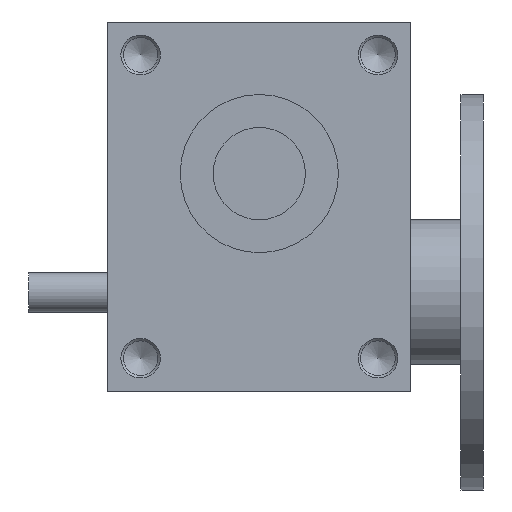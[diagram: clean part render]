
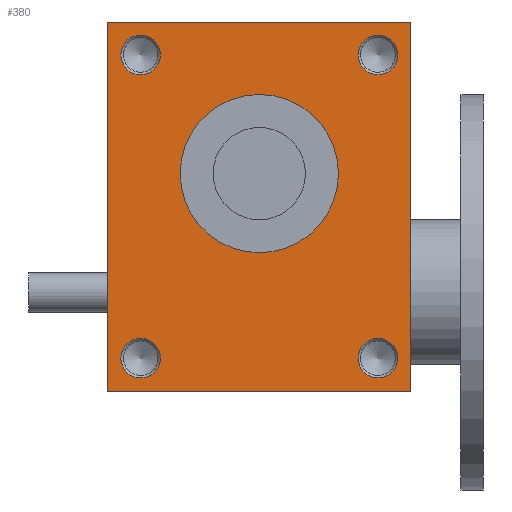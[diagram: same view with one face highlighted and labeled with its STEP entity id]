
A CAD part, front view. The second image highlights one B-rep face of the part: STEP entity #380.
In plain terms, the highlighted planar face has unit normal (0, -1, 0).
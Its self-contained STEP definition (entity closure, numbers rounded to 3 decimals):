
#380 = ADVANCED_FACE( '', ( #901, #902, #903, #904, #905, #906 ), #907, .F. );
#901 = FACE_BOUND( '', #1632, .T. );
#902 = FACE_BOUND( '', #1633, .T. );
#903 = FACE_BOUND( '', #1634, .T. );
#904 = FACE_BOUND( '', #1635, .T. );
#905 = FACE_BOUND( '', #1636, .T. );
#906 = FACE_OUTER_BOUND( '', #1637, .T. );
#907 = PLANE( '', #1638 );
#1632 = EDGE_LOOP( '', ( #2597 ) );
#1633 = EDGE_LOOP( '', ( #2598 ) );
#1634 = EDGE_LOOP( '', ( #2599 ) );
#1635 = EDGE_LOOP( '', ( #2600 ) );
#1636 = EDGE_LOOP( '', ( #2601 ) );
#1637 = EDGE_LOOP( '', ( #2602, #2603, #2604, #2605 ) );
#1638 = AXIS2_PLACEMENT_3D( '', #2606, #2607, #2608 );
#2597 = ORIENTED_EDGE( '', *, *, #4105, .F. );
#2598 = ORIENTED_EDGE( '', *, *, #4106, .F. );
#2599 = ORIENTED_EDGE( '', *, *, #4107, .F. );
#2600 = ORIENTED_EDGE( '', *, *, #4108, .F. );
#2601 = ORIENTED_EDGE( '', *, *, #3860, .T. );
#2602 = ORIENTED_EDGE( '', *, *, #4109, .T. );
#2603 = ORIENTED_EDGE( '', *, *, #4110, .F. );
#2604 = ORIENTED_EDGE( '', *, *, #4111, .F. );
#2605 = ORIENTED_EDGE( '', *, *, #3872, .T. );
#2606 = CARTESIAN_POINT( '', ( -115., -88., 140. ) );
#2607 = DIRECTION( '', ( 0., 1., 0. ) );
#2608 = DIRECTION( '', ( 0., 0., 1. ) );
#3860 = EDGE_CURVE( '', #4491, #4491, #4492, .T. );
#3872 = EDGE_CURVE( '', #4514, #4512, #4515, .T. );
#4105 = EDGE_CURVE( '', #4916, #4916, #4917, .T. );
#4106 = EDGE_CURVE( '', #4918, #4918, #4919, .T. );
#4107 = EDGE_CURVE( '', #4920, #4920, #4921, .T. );
#4108 = EDGE_CURVE( '', #4922, #4922, #4923, .T. );
#4109 = EDGE_CURVE( '', #4512, #4924, #4925, .T. );
#4110 = EDGE_CURVE( '', #4926, #4924, #4927, .T. );
#4111 = EDGE_CURVE( '', #4514, #4926, #4928, .T. );
#4491 = VERTEX_POINT( '', #5409 );
#4492 = CIRCLE( '', #5410, 60. );
#4512 = VERTEX_POINT( '', #5430 );
#4514 = VERTEX_POINT( '', #5433 );
#4515 = LINE( '', #5434, #5435 );
#4916 = VERTEX_POINT( '', #5993 );
#4917 = CIRCLE( '', #5994, 15. );
#4918 = VERTEX_POINT( '', #5995 );
#4919 = CIRCLE( '', #5996, 15. );
#4920 = VERTEX_POINT( '', #5997 );
#4921 = CIRCLE( '', #5998, 15. );
#4922 = VERTEX_POINT( '', #5999 );
#4923 = CIRCLE( '', #6000, 15. );
#4924 = VERTEX_POINT( '', #6001 );
#4925 = LINE( '', #6002, #6003 );
#4926 = VERTEX_POINT( '', #6004 );
#4927 = LINE( '', #6005, #6006 );
#4928 = LINE( '', #6007, #6008 );
#5409 = CARTESIAN_POINT( '', ( 60., -88., 25. ) );
#5410 = AXIS2_PLACEMENT_3D( '', #6649, #6650, #6651 );
#5430 = CARTESIAN_POINT( '', ( -115., -88., -140. ) );
#5433 = CARTESIAN_POINT( '', ( -115., -88., 140. ) );
#5434 = CARTESIAN_POINT( '', ( -115., -88., 140. ) );
#5435 = VECTOR( '', #6677, 1000. );
#5993 = CARTESIAN_POINT( '', ( -90., -88., -130. ) );
#5994 = AXIS2_PLACEMENT_3D( '', #7008, #7009, #7010 );
#5995 = CARTESIAN_POINT( '', ( -90., -88., 100. ) );
#5996 = AXIS2_PLACEMENT_3D( '', #7011, #7012, #7013 );
#5997 = CARTESIAN_POINT( '', ( 90., -88., 100. ) );
#5998 = AXIS2_PLACEMENT_3D( '', #7014, #7015, #7016 );
#5999 = CARTESIAN_POINT( '', ( 90., -88., -130. ) );
#6000 = AXIS2_PLACEMENT_3D( '', #7017, #7018, #7019 );
#6001 = CARTESIAN_POINT( '', ( 115., -88., -140. ) );
#6002 = CARTESIAN_POINT( '', ( -115., -88., -140. ) );
#6003 = VECTOR( '', #7020, 1000. );
#6004 = CARTESIAN_POINT( '', ( 115., -88., 140. ) );
#6005 = CARTESIAN_POINT( '', ( 115., -88., 140. ) );
#6006 = VECTOR( '', #7021, 1000. );
#6007 = CARTESIAN_POINT( '', ( -115., -88., 140. ) );
#6008 = VECTOR( '', #7022, 1000. );
#6649 = CARTESIAN_POINT( '', ( 0., -88., 25. ) );
#6650 = DIRECTION( '', ( 0., 1., 0. ) );
#6651 = DIRECTION( '', ( 1., 0., 0. ) );
#6677 = DIRECTION( '', ( 0., 0., -1. ) );
#7008 = CARTESIAN_POINT( '', ( -90., -88., -115. ) );
#7009 = DIRECTION( '', ( 0., -1., 0. ) );
#7010 = DIRECTION( '', ( 0., 0., -1. ) );
#7011 = CARTESIAN_POINT( '', ( -90., -88., 115. ) );
#7012 = DIRECTION( '', ( 0., -1., 0. ) );
#7013 = DIRECTION( '', ( 0., 0., -1. ) );
#7014 = CARTESIAN_POINT( '', ( 90., -88., 115. ) );
#7015 = DIRECTION( '', ( 0., -1., 0. ) );
#7016 = DIRECTION( '', ( 0., 0., -1. ) );
#7017 = CARTESIAN_POINT( '', ( 90., -88., -115. ) );
#7018 = DIRECTION( '', ( 0., -1., 0. ) );
#7019 = DIRECTION( '', ( 0., 0., -1. ) );
#7020 = DIRECTION( '', ( 1., 0., 0. ) );
#7021 = DIRECTION( '', ( 0., 0., -1. ) );
#7022 = DIRECTION( '', ( 1., 0., 0. ) );
